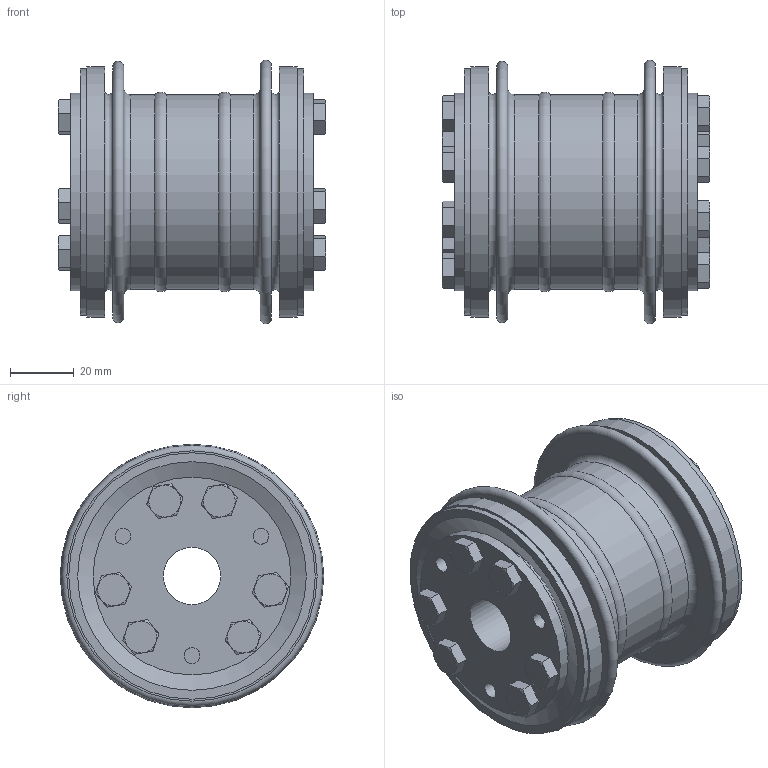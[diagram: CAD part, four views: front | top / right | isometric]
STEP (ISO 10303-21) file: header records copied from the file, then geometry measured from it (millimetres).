
FILE_DESCRIPTION( ( 'Unknown' ), '1' );
FILE_NAME( 'KSS 200.stp', 'Unknown', ( 'Unknown' ), ( 'Unknown' ), 'PSStep 10.1', 'Unknown', ' ' );
FILE_SCHEMA( ( 'AUTOMOTIVE_DESIGN { 1 0 10303 214 1 1 1 1 }' ) );
Length unit declared in the file: millimetre
Products named in the file (1): 20716482
Bounding box: 84 x 82.7 x 82.7 mm (x, y, z)
Volume: 169723.3 mm3; surface area: 88135.3 mm2
Topology: 1 solids, 1 shells, 324 faces, 780 edges, 496 vertices
Faces by surface type: plane 154, cone 78, cylinder 72, torus 20
Full cylindrical faces by diameter (mm): 5 x18, 6 x12, 6.3 x12, 8.7 x12, 18 x2, 41.4 x2, 58 x2, 60 x3, 61.2 x3, 62 x2, 77.3 x2, 78.5 x2
Entity records: 11480 total; most frequent: CARTESIAN_POINT 2189, DIRECTION 1386, ORIENTED_EDGE 1228, AXIS2_PLACEMENT_3D 621, EDGE_CURVE 614, EDGE_LOOP 498, VERTEX_POINT 428, FACE_OUTER_BOUND 416
